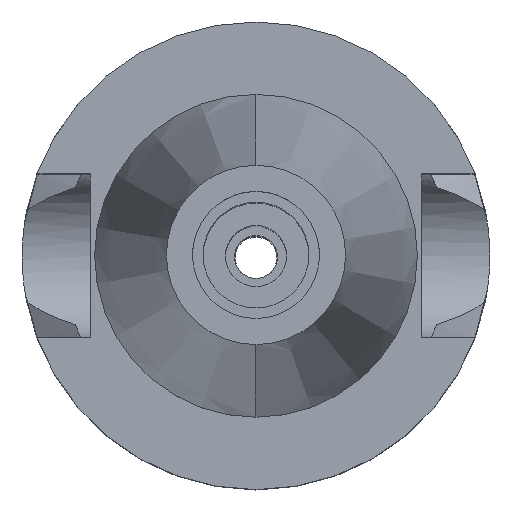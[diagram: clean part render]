
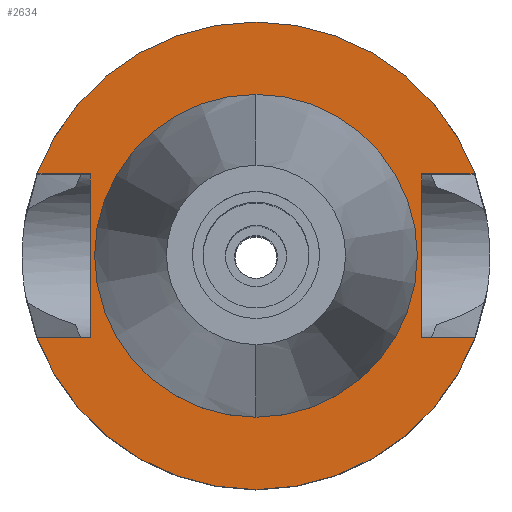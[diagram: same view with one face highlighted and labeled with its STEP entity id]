
A CAD part, top view. The second image highlights one B-rep face of the part: STEP entity #2634.
In plain terms, the highlighted planar face has unit normal (0, 0, 1).
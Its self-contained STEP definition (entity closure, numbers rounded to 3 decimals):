
#17 = CARTESIAN_POINT ( 'NONE',  ( 21.545, 8.05, -1. ) ) ;
#70 = ORIENTED_EDGE ( 'NONE', *, *, #2432, .T. ) ;
#118 = CARTESIAN_POINT ( 'NONE',  ( 21.545, -8.05, -1. ) ) ;
#122 = CIRCLE ( 'NONE', #735, 23. ) ;
#194 = VERTEX_POINT ( 'NONE', #760 ) ;
#197 = LINE ( 'NONE', #1606, #2779 ) ;
#208 = EDGE_CURVE ( 'NONE', #1079, #2032, #2691, .T. ) ;
#247 = DIRECTION ( 'NONE',  ( 0., 1., 0. ) ) ;
#332 = LINE ( 'NONE', #1934, #1566 ) ;
#464 = CARTESIAN_POINT ( 'NONE',  ( 0., 0., -1. ) ) ;
#590 = DIRECTION ( 'NONE',  ( 0., -1., 0. ) ) ;
#666 = CIRCLE ( 'NONE', #1051, 15.875 ) ;
#701 = DIRECTION ( 'NONE',  ( 0., 0., -1. ) ) ;
#717 = DIRECTION ( 'NONE',  ( 0., 0., -1. ) ) ;
#735 = AXIS2_PLACEMENT_3D ( 'NONE', #2888, #2005, #590 ) ;
#752 = CARTESIAN_POINT ( 'NONE',  ( 16.3, 8.05, -1. ) ) ;
#760 = CARTESIAN_POINT ( 'NONE',  ( 0., -15.875, -1. ) ) ;
#781 = LINE ( 'NONE', #752, #1658 ) ;
#846 = VERTEX_POINT ( 'NONE', #2687 ) ;
#867 = LINE ( 'NONE', #1513, #2560 ) ;
#885 = EDGE_CURVE ( 'NONE', #2096, #1079, #197, .T. ) ;
#900 = CARTESIAN_POINT ( 'NONE',  ( 0., 0., -1. ) ) ;
#924 = ORIENTED_EDGE ( 'NONE', *, *, #1706, .F. ) ;
#935 = CARTESIAN_POINT ( 'NONE',  ( -21.545, 8.05, -1. ) ) ;
#974 = CIRCLE ( 'NONE', #1363, 23. ) ;
#1051 = AXIS2_PLACEMENT_3D ( 'NONE', #1647, #1193, #2577 ) ;
#1071 = ORIENTED_EDGE ( 'NONE', *, *, #1318, .F. ) ;
#1079 = VERTEX_POINT ( 'NONE', #2317 ) ;
#1115 = ORIENTED_EDGE ( 'NONE', *, *, #885, .F. ) ;
#1136 = PLANE ( 'NONE',  #1870 ) ;
#1140 = EDGE_CURVE ( 'NONE', #194, #2246, #666, .T. ) ;
#1192 = ORIENTED_EDGE ( 'NONE', *, *, #1987, .F. ) ;
#1193 = DIRECTION ( 'NONE',  ( 0., 0., 1. ) ) ;
#1205 = ORIENTED_EDGE ( 'NONE', *, *, #1355, .F. ) ;
#1237 = CARTESIAN_POINT ( 'NONE',  ( 16.3, 8.05, -1. ) ) ;
#1318 = EDGE_CURVE ( 'NONE', #2934, #846, #122, .T. ) ;
#1321 = ORIENTED_EDGE ( 'NONE', *, *, #2025, .F. ) ;
#1355 = EDGE_CURVE ( 'NONE', #1660, #2934, #1509, .T. ) ;
#1363 = AXIS2_PLACEMENT_3D ( 'NONE', #464, #717, #1386 ) ;
#1386 = DIRECTION ( 'NONE',  ( 0., 1., 0. ) ) ;
#1509 = LINE ( 'NONE', #1989, #2273 ) ;
#1513 = CARTESIAN_POINT ( 'NONE',  ( -16.3, -8.05, -1. ) ) ;
#1566 = VECTOR ( 'NONE', #2176, 1000. ) ;
#1583 = DIRECTION ( 'NONE',  ( 0., 0., 1. ) ) ;
#1604 = ORIENTED_EDGE ( 'NONE', *, *, #1681, .T. ) ;
#1606 = CARTESIAN_POINT ( 'NONE',  ( -16.3, -8.05, -1. ) ) ;
#1622 = DIRECTION ( 'NONE',  ( 0., -1., 0. ) ) ;
#1647 = CARTESIAN_POINT ( 'NONE',  ( 0., 0., -1. ) ) ;
#1658 = VECTOR ( 'NONE', #2827, 1000. ) ;
#1660 = VERTEX_POINT ( 'NONE', #2090 ) ;
#1681 = EDGE_CURVE ( 'NONE', #1815, #2582, #781, .T. ) ;
#1706 = EDGE_CURVE ( 'NONE', #1815, #1660, #332, .T. ) ;
#1736 = DIRECTION ( 'NONE',  ( -1., 0., 0. ) ) ;
#1815 = VERTEX_POINT ( 'NONE', #1237 ) ;
#1839 = CARTESIAN_POINT ( 'NONE',  ( -16.3, -8.05, -1. ) ) ;
#1870 = AXIS2_PLACEMENT_3D ( 'NONE', #900, #701, #1622 ) ;
#1895 = CIRCLE ( 'NONE', #2125, 15.875 ) ;
#1934 = CARTESIAN_POINT ( 'NONE',  ( 16.3, 8.05, -1. ) ) ;
#1975 = DIRECTION ( 'NONE',  ( 1., 0., 0. ) ) ;
#1987 = EDGE_CURVE ( 'NONE', #2032, #2582, #974, .T. ) ;
#1989 = CARTESIAN_POINT ( 'NONE',  ( 16.3, -8.05, -1. ) ) ;
#2005 = DIRECTION ( 'NONE',  ( 0., 0., -1. ) ) ;
#2025 = EDGE_CURVE ( 'NONE', #2246, #194, #1895, .T. ) ;
#2032 = VERTEX_POINT ( 'NONE', #935 ) ;
#2069 = FACE_OUTER_BOUND ( 'NONE', #2919, .T. ) ;
#2090 = CARTESIAN_POINT ( 'NONE',  ( 16.3, -8.05, -1. ) ) ;
#2096 = VERTEX_POINT ( 'NONE', #1839 ) ;
#2117 = ORIENTED_EDGE ( 'NONE', *, *, #208, .F. ) ;
#2125 = AXIS2_PLACEMENT_3D ( 'NONE', #2536, #1583, #247 ) ;
#2176 = DIRECTION ( 'NONE',  ( 0., -1., 0. ) ) ;
#2246 = VERTEX_POINT ( 'NONE', #2594 ) ;
#2273 = VECTOR ( 'NONE', #1975, 1000. ) ;
#2317 = CARTESIAN_POINT ( 'NONE',  ( -16.3, 8.05, -1. ) ) ;
#2432 = EDGE_CURVE ( 'NONE', #2096, #846, #867, .T. ) ;
#2498 = DIRECTION ( 'NONE',  ( -1., 0., 0. ) ) ;
#2536 = CARTESIAN_POINT ( 'NONE',  ( 0., 0., -1. ) ) ;
#2547 = EDGE_LOOP ( 'NONE', ( #1321, #2720 ) ) ;
#2560 = VECTOR ( 'NONE', #1736, 1000. ) ;
#2577 = DIRECTION ( 'NONE',  ( 0., -1., 0. ) ) ;
#2582 = VERTEX_POINT ( 'NONE', #17 ) ;
#2594 = CARTESIAN_POINT ( 'NONE',  ( 0., 15.875, -1. ) ) ;
#2634 = ADVANCED_FACE ( 'NONE', ( #2069, #2958 ), #1136, .F. ) ;
#2687 = CARTESIAN_POINT ( 'NONE',  ( -21.545, -8.05, -1. ) ) ;
#2691 = LINE ( 'NONE', #2723, #2864 ) ;
#2695 = DIRECTION ( 'NONE',  ( 0., 1., 0. ) ) ;
#2720 = ORIENTED_EDGE ( 'NONE', *, *, #1140, .F. ) ;
#2723 = CARTESIAN_POINT ( 'NONE',  ( -16.3, 8.05, -1. ) ) ;
#2779 = VECTOR ( 'NONE', #2695, 1000. ) ;
#2827 = DIRECTION ( 'NONE',  ( 1., 0., 0. ) ) ;
#2864 = VECTOR ( 'NONE', #2498, 1000. ) ;
#2888 = CARTESIAN_POINT ( 'NONE',  ( 0., 0., -1. ) ) ;
#2919 = EDGE_LOOP ( 'NONE', ( #70, #1071, #1205, #924, #1604, #1192, #2117, #1115 ) ) ;
#2934 = VERTEX_POINT ( 'NONE', #118 ) ;
#2958 = FACE_BOUND ( 'NONE', #2547, .T. ) ;
